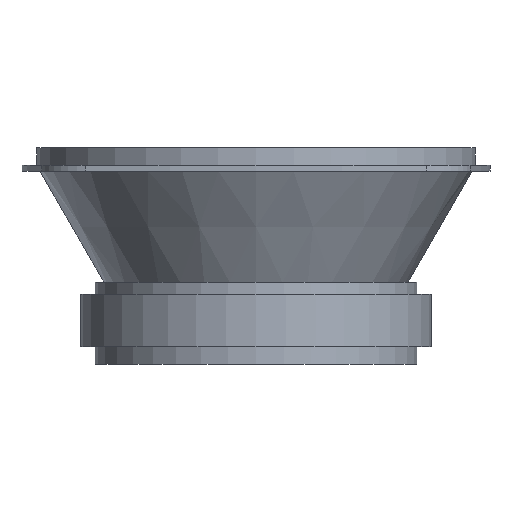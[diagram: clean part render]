
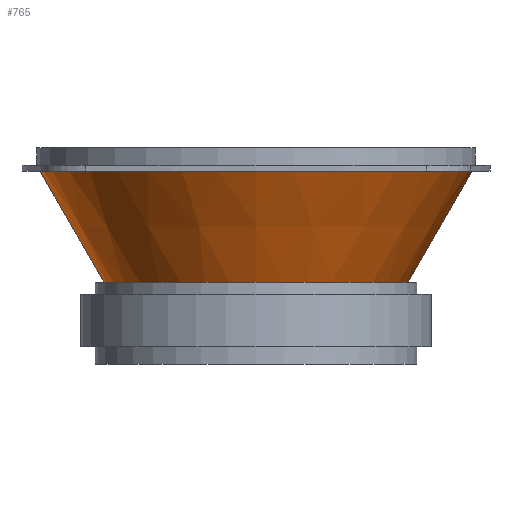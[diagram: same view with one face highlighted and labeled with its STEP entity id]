
A CAD part, front view. The second image highlights one B-rep face of the part: STEP entity #765.
In plain terms, the highlighted conical face has half-angle 30 degrees and reference radius 37.5 mm.
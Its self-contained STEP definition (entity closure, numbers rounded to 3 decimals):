
#54 = VERTEX_POINT ( 'NONE', #666 ) ;
#92 = DIRECTION ( 'NONE',  ( -1., 0., 0. ) ) ;
#96 = VERTEX_POINT ( 'NONE', #1108 ) ;
#226 = CARTESIAN_POINT ( 'NONE',  ( -36.923, 0., -1. ) ) ;
#240 = DIRECTION ( 'NONE',  ( 0., 0., 1. ) ) ;
#255 = EDGE_LOOP ( 'NONE', ( #696, #1231, #475, #593 ) ) ;
#259 = CARTESIAN_POINT ( 'NONE',  ( 37.5, 0., 0. ) ) ;
#432 = EDGE_CURVE ( 'NONE', #485, #54, #1794, .T. ) ;
#442 = CIRCLE ( 'NONE', #1438, 25.953 ) ;
#470 = FACE_OUTER_BOUND ( 'NONE', #255, .T. ) ;
#475 = ORIENTED_EDGE ( 'NONE', *, *, #1628, .T. ) ;
#485 = VERTEX_POINT ( 'NONE', #226 ) ;
#521 = EDGE_CURVE ( 'NONE', #96, #485, #953, .T. ) ;
#593 = ORIENTED_EDGE ( 'NONE', *, *, #432, .F. ) ;
#601 = CARTESIAN_POINT ( 'NONE',  ( 0., 0., 0. ) ) ;
#605 = LINE ( 'NONE', #259, #1397 ) ;
#663 = CONICAL_SURFACE ( 'NONE', #923, 37.5, 0.524 ) ;
#666 = CARTESIAN_POINT ( 'NONE',  ( 36.923, 0., -1. ) ) ;
#679 = CARTESIAN_POINT ( 'NONE',  ( 25.953, 0., -20. ) ) ;
#695 = DIRECTION ( 'NONE',  ( -0.5, 0., 0.866 ) ) ;
#696 = ORIENTED_EDGE ( 'NONE', *, *, #521, .F. ) ;
#728 = DIRECTION ( 'NONE',  ( 1., 0., 0. ) ) ;
#765 = ADVANCED_FACE ( 'NONE', ( #470 ), #663, .T. ) ;
#914 = CARTESIAN_POINT ( 'NONE',  ( 0., 0., -1. ) ) ;
#923 = AXIS2_PLACEMENT_3D ( 'NONE', #601, #1295, #728 ) ;
#953 = LINE ( 'NONE', #1656, #1307 ) ;
#1108 = CARTESIAN_POINT ( 'NONE',  ( -25.953, 0., -20. ) ) ;
#1167 = VERTEX_POINT ( 'NONE', #679 ) ;
#1171 = CARTESIAN_POINT ( 'NONE',  ( 0., 0., -20. ) ) ;
#1231 = ORIENTED_EDGE ( 'NONE', *, *, #1333, .T. ) ;
#1233 = DIRECTION ( 'NONE',  ( 0.5, 0., 0.866 ) ) ;
#1295 = DIRECTION ( 'NONE',  ( 0., 0., 1. ) ) ;
#1307 = VECTOR ( 'NONE', #695, 1000. ) ;
#1333 = EDGE_CURVE ( 'NONE', #96, #1167, #442, .T. ) ;
#1397 = VECTOR ( 'NONE', #1233, 1000. ) ;
#1430 = DIRECTION ( 'NONE',  ( 0., 0., 1. ) ) ;
#1438 = AXIS2_PLACEMENT_3D ( 'NONE', #1171, #1430, #1584 ) ;
#1584 = DIRECTION ( 'NONE',  ( -1., 0., 0. ) ) ;
#1628 = EDGE_CURVE ( 'NONE', #1167, #54, #605, .T. ) ;
#1656 = CARTESIAN_POINT ( 'NONE',  ( -37.5, 0., 0. ) ) ;
#1691 = AXIS2_PLACEMENT_3D ( 'NONE', #914, #240, #92 ) ;
#1794 = CIRCLE ( 'NONE', #1691, 36.923 ) ;
